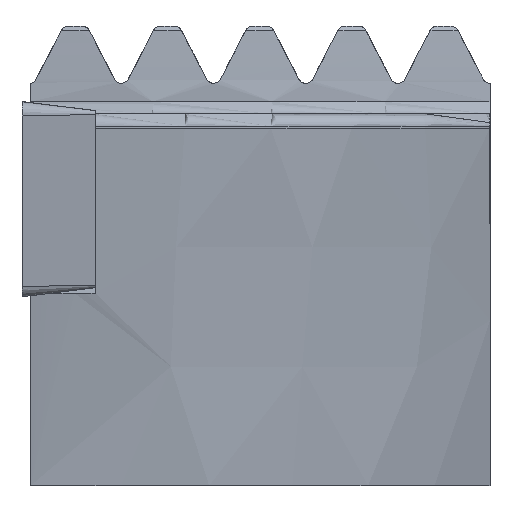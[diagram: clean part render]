
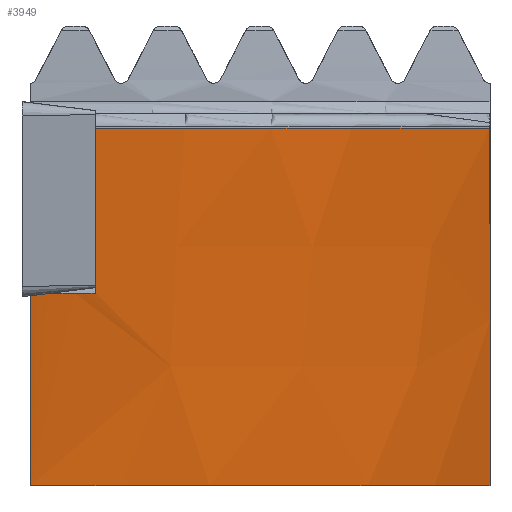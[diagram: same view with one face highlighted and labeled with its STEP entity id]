
A CAD part, left-side view. The second image highlights one B-rep face of the part: STEP entity #3949.
In plain terms, the highlighted conical face has half-angle 10 degrees and reference radius 40.13 mm.
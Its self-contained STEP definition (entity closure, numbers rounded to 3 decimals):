
#1441=VERTEX_POINT('NONE',#4131);
#1447=VERTEX_POINT('NONE',#4138);
#1713=VERTEX_POINT('NONE',#4421);
#2225=VERTEX_POINT('NONE',#4987);
#2467=EDGE_CURVE('NONE',#2549,#1447,#5247,.T.);
#2549=VERTEX_POINT('NONE',#5337);
#2579=EDGE_CURVE('NONE',#2599,#1447,#5370,.F.);
#2599=VERTEX_POINT('NONE',#5390);
#2789=EDGE_CURVE('NONE',#2599,#3473,#5603,.T.);
#3149=EDGE_CURVE('NONE',#1441,#2549,#5988,.T.);
#3473=VERTEX_POINT('NONE',#6338);
#3715=EDGE_CURVE('NONE',#1441,#2225,#6610,.T.);
#3949=ADVANCED_FACE('NONE',(#6872),#6873,.T.);
#3997=EDGE_CURVE('NONE',#2225,#1713,#6926,.T.);
#4025=EDGE_CURVE('NONE',#1713,#3473,#6957,.T.);
#4131=CARTESIAN_POINT('',(14.364,-30.46,-1.742));
#4138=CARTESIAN_POINT('',(4.813,-0.56,-25.0));
#4421=CARTESIAN_POINT('',(2.847,-4.76,-12.461));
#4987=CARTESIAN_POINT('',(0.945,-4.76,-1.742));
#5247=CIRCLE('',#10564,35.687);
#5337=CARTESIAN_POINT('',(21.173,-30.46,-25.0));
#5370=LINE('',#10849,#10850);
#5390=CARTESIAN_POINT('',(2.633,-0.56,-12.632));
#5603=ELLIPSE('',#11694,38.12,37.867);
#5988=(B_SPLINE_CURVE(2,(#12735,#12736,#12737),.UNSPECIFIED.,.F.,.F.)B_SPLINE_CURVE_WITH_KNOTS((3,3),(1.131,25.318),.UNSPECIFIED.)RATIONAL_B_SPLINE_CURVE((1.,1.005,1.001))BOUNDED_CURVE()REPRESENTATION_ITEM('')GEOMETRIC_REPRESENTATION_ITEM()CURVE());
#6338=CARTESIAN_POINT('',(2.636,-2.06,-12.461));
#6610=CIRCLE('',#14389,39.788);
#6872=FACE_OUTER_BOUND('',#15283,.T.);
#6873=CONICAL_SURFACE('',#15284,40.13,0.175);
#6926=(B_SPLINE_CURVE(2,(#15385,#15386,#15387),.UNSPECIFIED.,.F.,.F.)B_SPLINE_CURVE_WITH_KNOTS((3,3),(1.248,12.134),.UNSPECIFIED.)RATIONAL_B_SPLINE_CURVE((1.,1.,1.))BOUNDED_CURVE()REPRESENTATION_ITEM('')GEOMETRIC_REPRESENTATION_ITEM()CURVE());
#6957=ELLIPSE('',#15524,37.892,37.892);
#10564=AXIS2_PLACEMENT_3D('',#16789,#16790,#16791);
#10849=CARTESIAN_POINT('',(3.723,-0.56,-18.816));
#10850=VECTOR('',#16939,1.0);
#11694=AXIS2_PLACEMENT_3D('',#17169,#17170,#17171);
#12735=CARTESIAN_POINT('',(14.364,-30.46,-1.742));
#12736=CARTESIAN_POINT('',(17.953,-30.46,-15.112));
#12737=CARTESIAN_POINT('',(21.173,-30.46,-25.0));
#14389=AXIS2_PLACEMENT_3D('',#18209,#18210,#18211);
#15283=EDGE_LOOP('',(#18504,#18505,#18506,#18507,#18508,#18509,#18510));
#15284=AXIS2_PLACEMENT_3D('',#18511,#18512,#18513);
#15385=CARTESIAN_POINT('',(0.945,-4.76,-1.742));
#15386=CARTESIAN_POINT('',(1.919,-4.76,-7.234));
#15387=CARTESIAN_POINT('',(2.847,-4.76,-12.461));
#15524=AXIS2_PLACEMENT_3D('',#18609,#18610,#18611);
#16789=CARTESIAN_POINT('',(40.5,-0.46,-25.0));
#16790=DIRECTION('',(0.,0.,-1.0));
#16791=DIRECTION('',(1.0,0.,0.));
#16939=DIRECTION('',(-0.174,0.,0.985));
#17169=CARTESIAN_POINT('',(40.494,-1.221,-12.59));
#17170=DIRECTION('',(0.001,0.113,0.994));
#17171=DIRECTION('',(0.008,0.994,-0.113));
#18209=CARTESIAN_POINT('',(40.5,-0.46,-1.742));
#18210=DIRECTION('',(0.,0.,-1.0));
#18211=DIRECTION('',(1.0,0.,0.));
#18504=ORIENTED_EDGE('',*,*,#3149,.F.);
#18505=ORIENTED_EDGE('',*,*,#3715,.T.);
#18506=ORIENTED_EDGE('',*,*,#3997,.T.);
#18507=ORIENTED_EDGE('',*,*,#4025,.T.);
#18508=ORIENTED_EDGE('',*,*,#2789,.F.);
#18509=ORIENTED_EDGE('',*,*,#2579,.T.);
#18510=ORIENTED_EDGE('',*,*,#2467,.F.);
#18511=CARTESIAN_POINT('',(40.5,-0.46,0.197));
#18512=DIRECTION('',(0.,0.,1.0));
#18513=DIRECTION('',(1.0,0.,0.));
#18609=CARTESIAN_POINT('',(40.494,-0.46,-12.494));
#18610=DIRECTION('',(-0.001,0.,-1.));
#18611=DIRECTION('',(-1.,0.,0.001));
